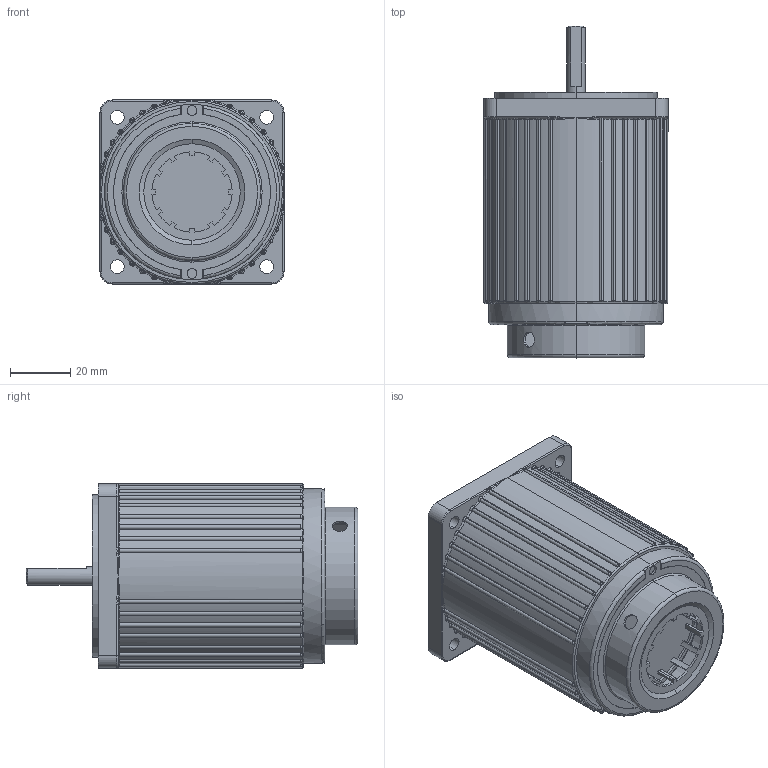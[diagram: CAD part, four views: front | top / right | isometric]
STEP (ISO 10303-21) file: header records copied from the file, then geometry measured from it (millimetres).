
FILE_DESCRIPTION (( 'STEP AP203' ), '1' );
FILE_NAME ('2IK6RA.STEP', '2020-01-07T03:09:26', ( 'Sky123.Org' ), ( 'Sky123.Org' ), 'SwSTEP 2.0', 'SolidWorks 2014', '' );
FILE_SCHEMA (( 'CONFIG_CONTROL_DESIGN' ));
Length unit declared in the file: millimetre
Products named in the file (3): 2IK6A; 测速线圈外壳6W专用; 2IK6RA
Assembly tree (2 placements, depth 2):
  2IK6RA
    2IK6A
    测速线圈外壳6W专用
Bounding box: 61 x 110 x 61 mm (x, y, z)
Volume: 228482.2 mm3; surface area: 31436.8 mm2
Topology: 2 solids, 2 shells, 491 faces, 1243 edges, 745 vertices
Faces by surface type: cylinder 171, torus 159, plane 104, bspline 51, cone 4, sphere 2
Entity records: 16573 total; most frequent: CARTESIAN_POINT 4666, DIRECTION 2561, ORIENTED_EDGE 2450, EDGE_CURVE 1225, AXIS2_PLACEMENT_3D 1116, VERTEX_POINT 745, CIRCLE 671, EDGE_LOOP 514
